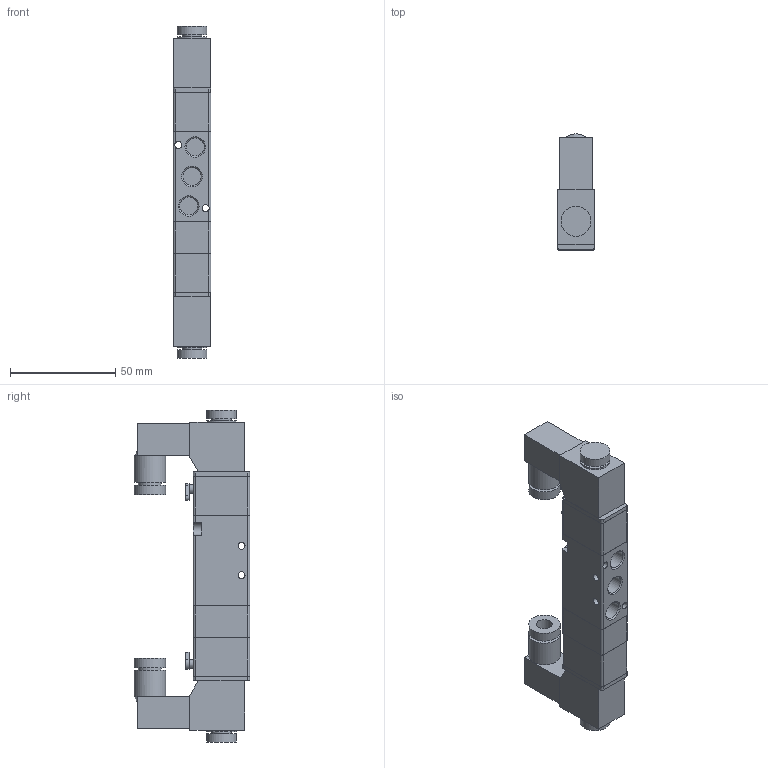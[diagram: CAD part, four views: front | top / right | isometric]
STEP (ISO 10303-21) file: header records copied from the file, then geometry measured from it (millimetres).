
FILE_DESCRIPTION(/* description */ ('STEP AP203'),/* implementation_level */ '2;1');
FILE_NAME(/* name */ 'RV5312E-06E4',/* time_stamp */ '2024-05-09T18:36:31+02:00',/* author */ ('License CC BY-ND 4.0'),/* organization */ ('CADENAS'),/* preprocessor_version */ 'ST-DEVELOPER v19.3',/* originating_system */ 'PARTsolutions',/* authorisation */ ' ');
FILE_SCHEMA (('CONFIG_CONTROL_DESIGN'));
Length unit declared in the file: millimetre
Products named in the file (1): RV5312E-06E4
Bounding box: 18 x 55 x 157.5 mm (x, y, z)
Volume: 82416.9 mm3; surface area: 22871.1 mm2
Topology: 1 solids, 1 shells, 150 faces, 354 edges, 234 vertices
Faces by surface type: plane 86, cylinder 57, cone 7
Full cylindrical faces by diameter (mm): 3.3 x4, 4 x2, 7.5 x2, 8.566 x5, 9.2 x2, 10.8 x2, 14.2 x4, 15 x4
Entity records: 4184 total; most frequent: DIRECTION 736, CARTESIAN_POINT 723, ORIENTED_EDGE 634, EDGE_CURVE 317, AXIS2_PLACEMENT_3D 272, VERTEX_POINT 227, EDGE_LOOP 216, FACE_BOUND 216
